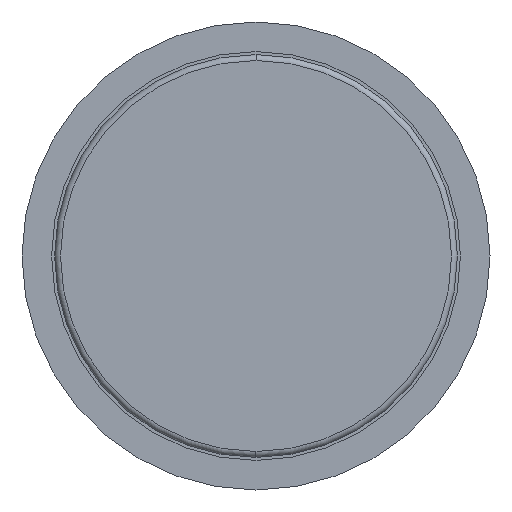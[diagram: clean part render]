
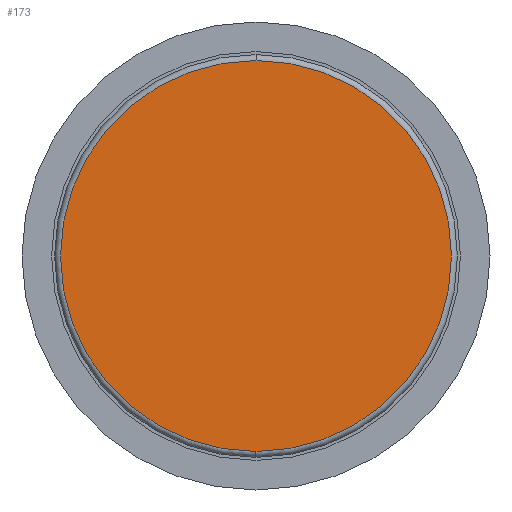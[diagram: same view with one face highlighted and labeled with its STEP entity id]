
A CAD part, front view. The second image highlights one B-rep face of the part: STEP entity #173.
In plain terms, the highlighted planar face has unit normal (0, -1, 0).
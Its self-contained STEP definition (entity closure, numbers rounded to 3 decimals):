
#75 = CARTESIAN_POINT ( 'NONE',  ( 0., 0., -33. ) ) ;
#173 = ADVANCED_FACE ( 'NONE', ( #2339 ), #1004, .T. ) ;
#243 = VERTEX_POINT ( 'NONE', #833 ) ;
#268 = DIRECTION ( 'NONE',  ( 0., -1., 0. ) ) ;
#353 = DIRECTION ( 'NONE',  ( 0., -1., 0. ) ) ;
#552 = CARTESIAN_POINT ( 'NONE',  ( 0., 0., 0. ) ) ;
#558 = EDGE_CURVE ( 'NONE', #1338, #243, #3019, .T. ) ;
#724 = CARTESIAN_POINT ( 'NONE',  ( -33.366, 0., -33. ) ) ;
#833 = CARTESIAN_POINT ( 'NONE',  ( 0., 0., 33. ) ) ;
#981 = CIRCLE ( 'NONE', #1412, 33. ) ;
#996 = AXIS2_PLACEMENT_3D ( 'NONE', #724, #268, #2302 ) ;
#1004 = PLANE ( 'NONE',  #996 ) ;
#1029 = ORIENTED_EDGE ( 'NONE', *, *, #558, .T. ) ;
#1045 = AXIS2_PLACEMENT_3D ( 'NONE', #552, #353, #1096 ) ;
#1076 = EDGE_LOOP ( 'NONE', ( #2513, #1029 ) ) ;
#1096 = DIRECTION ( 'NONE',  ( 0., 0., 1. ) ) ;
#1169 = DIRECTION ( 'NONE',  ( 0., 0., 1. ) ) ;
#1338 = VERTEX_POINT ( 'NONE', #75 ) ;
#1412 = AXIS2_PLACEMENT_3D ( 'NONE', #1476, #2952, #1169 ) ;
#1476 = CARTESIAN_POINT ( 'NONE',  ( 0., 0., 0. ) ) ;
#2061 = EDGE_CURVE ( 'NONE', #243, #1338, #981, .T. ) ;
#2302 = DIRECTION ( 'NONE',  ( 1., 0., 0. ) ) ;
#2339 = FACE_OUTER_BOUND ( 'NONE', #1076, .T. ) ;
#2513 = ORIENTED_EDGE ( 'NONE', *, *, #2061, .T. ) ;
#2952 = DIRECTION ( 'NONE',  ( 0., -1., 0. ) ) ;
#3019 = CIRCLE ( 'NONE', #1045, 33. ) ;
